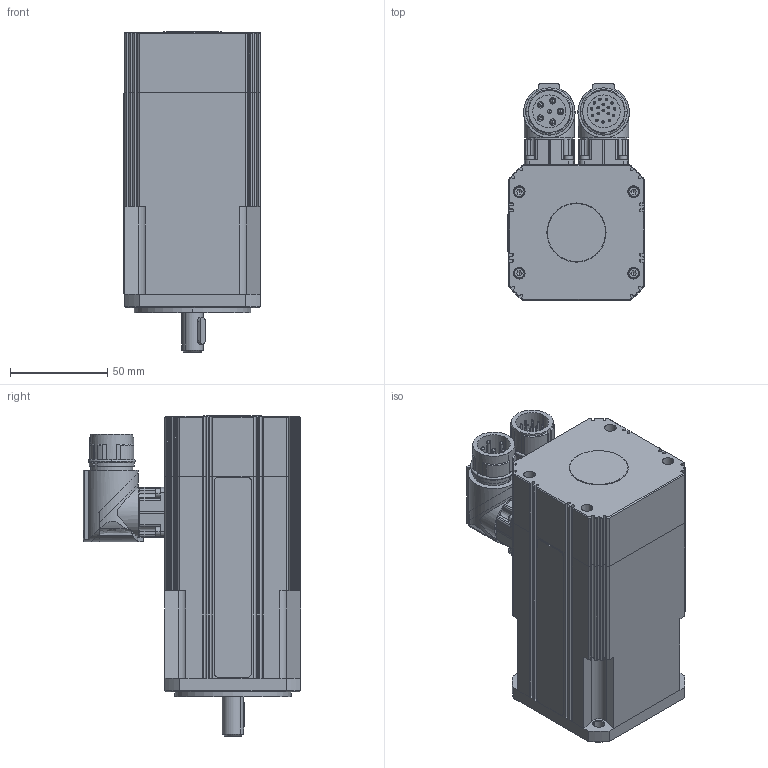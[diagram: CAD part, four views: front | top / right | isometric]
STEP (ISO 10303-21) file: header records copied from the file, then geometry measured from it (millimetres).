
FILE_DESCRIPTION((''),'2;1');
FILE_NAME('FP-207 + Resolver + Fre.stp','2011-11-10T09:06:54',('jlopez'),(''),'Autodesk Inventor 9','Autodesk Inventor 9','');
FILE_SCHEMA(('AUTOMOTIVE_DESIGN { 1 0 10303 214 1 1 1 1 }'));
Length unit declared in the file: millimetre
Products named in the file (1): Pieza1
Bounding box: 70.5 x 112.15 x 165 mm (x, y, z)
Volume: 718456.2 mm3; surface area: 82462.3 mm2
Topology: 1 solids, 22 shells, 1472 faces, 3814 edges, 2308 vertices
Faces by surface type: cylinder 626, plane 449, cone 184, bspline 117, torus 50, sphere 46
Entity records: 46413 total; most frequent: CARTESIAN_POINT 10791, DIRECTION 7776, ORIENTED_EDGE 7380, EDGE_CURVE 3690, AXIS2_PLACEMENT_3D 3039, VERTEX_POINT 2308, VECTOR 1698, LINE 1698
